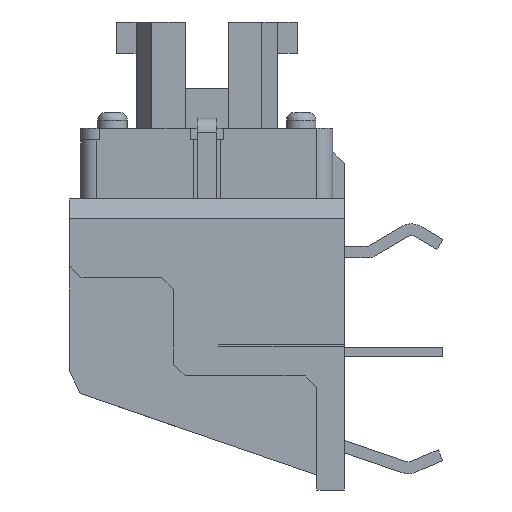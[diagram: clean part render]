
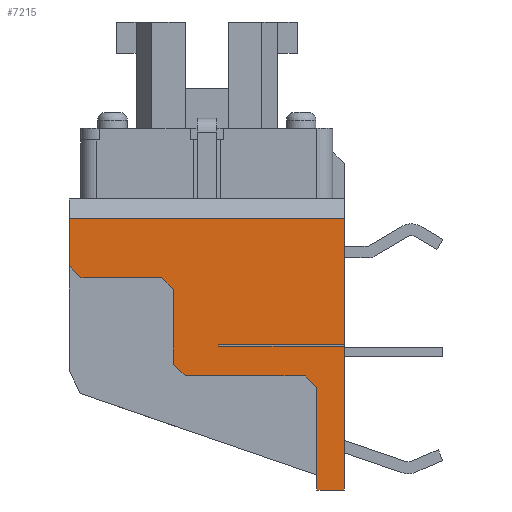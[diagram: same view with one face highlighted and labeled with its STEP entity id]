
A CAD part, left-side view. The second image highlights one B-rep face of the part: STEP entity #7215.
In plain terms, the highlighted planar face has unit normal (-1, 0, 0).
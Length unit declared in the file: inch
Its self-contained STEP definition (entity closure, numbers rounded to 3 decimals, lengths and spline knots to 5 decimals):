
#126=DIRECTION('',(0.,0.,1.));
#127=VECTOR('',#126,0.00197);
#128=CARTESIAN_POINT('',(-0.16339,-0.01181,
-0.08858));
#129=LINE('',#128,#127);
#130=DIRECTION('',(0.,1.,0.));
#131=VECTOR('',#130,0.12598);
#132=CARTESIAN_POINT('',(-0.16339,-0.1378,
-0.08858));
#133=LINE('',#132,#131);
#134=DIRECTION('',(0.,0.,1.));
#135=VECTOR('',#134,0.1437);
#136=CARTESIAN_POINT('',(-0.16339,-0.1378,
-0.23228));
#137=LINE('',#136,#135);
#138=DIRECTION('',(0.,-1.,0.));
#139=VECTOR('',#138,0.02756);
#140=CARTESIAN_POINT('',(-0.16339,-0.11024,
-0.23228));
#141=LINE('',#140,#139);
#142=DIRECTION('',(0.,-0.707,-0.707));
#143=VECTOR('',#142,0.0167);
#144=CARTESIAN_POINT('',(-0.16339,-0.09843,
-0.11811));
#145=LINE('',#144,#143);
#146=DIRECTION('',(0.,-1.,0.));
#147=VECTOR('',#146,0.12008);
#148=CARTESIAN_POINT('',(-0.16339,0.02165,
-0.11811));
#149=LINE('',#148,#147);
#150=DIRECTION('',(0.,-0.707,-0.707));
#151=VECTOR('',#150,0.0167);
#152=CARTESIAN_POINT('',(-0.16339,0.03346,
-0.1063));
#153=LINE('',#152,#151);
#154=DIRECTION('',(0.,0.,-1.));
#155=VECTOR('',#154,0.0748);
#156=CARTESIAN_POINT('',(-0.16339,0.03346,
-0.0315));
#157=LINE('',#156,#155);
#158=DIRECTION('',(0.,-0.707,-0.707));
#159=VECTOR('',#158,0.0167);
#160=CARTESIAN_POINT('',(-0.16339,0.04528,
-0.01969));
#161=LINE('',#160,#159);
#162=DIRECTION('',(0.,-1.,0.));
#163=VECTOR('',#162,0.08071);
#164=CARTESIAN_POINT('',(-0.16339,0.12598,-0.01969));
#165=LINE('',#164,#163);
#166=DIRECTION('',(0.,-0.707,-0.707));
#167=VECTOR('',#166,0.0167);
#168=CARTESIAN_POINT('',(-0.16339,0.1378,
-0.00787));
#169=LINE('',#168,#167);
#170=DIRECTION('',(0.,0.,-1.));
#171=VECTOR('',#170,0.04724);
#172=CARTESIAN_POINT('',(-0.16339,0.1378,
0.03937));
#173=LINE('',#172,#171);
#174=DIRECTION('',(0.,-1.,0.));
#175=VECTOR('',#174,0.27559);
#176=CARTESIAN_POINT('',(-0.16339,0.1378,
0.03937));
#177=LINE('',#176,#175);
#178=DIRECTION('',(0.,0.,1.));
#179=VECTOR('',#178,0.12598);
#180=CARTESIAN_POINT('',(-0.16339,-0.1378,
-0.08661));
#181=LINE('',#180,#179);
#186=DIRECTION('',(0.,1.,0.));
#187=VECTOR('',#186,0.12598);
#188=CARTESIAN_POINT('',(-0.16339,-0.1378,
-0.08661));
#189=LINE('',#188,#187);
#2837=DIRECTION('',(0.,0.,1.));
#2838=VECTOR('',#2837,0.10236);
#2839=CARTESIAN_POINT('',(-0.16339,-0.11024,
-0.23228));
#2840=LINE('',#2839,#2838);
#5697=CARTESIAN_POINT('',(-0.16339,-0.1378,
0.03937));
#5698=VERTEX_POINT('',#5697);
#5701=CARTESIAN_POINT('',(-0.16339,-0.1378,
-0.08661));
#5702=VERTEX_POINT('',#5701);
#6683=CARTESIAN_POINT('',(-0.16339,-0.09843,
-0.11811));
#6685=VERTEX_POINT('',#6683);
#6686=CARTESIAN_POINT('',(-0.16339,0.02165,
-0.11811));
#6687=VERTEX_POINT('',#6686);
#6688=CARTESIAN_POINT('',(-0.16339,0.03346,
-0.1063));
#6689=VERTEX_POINT('',#6688);
#6692=CARTESIAN_POINT('',(-0.16339,0.03346,
-0.0315));
#6693=VERTEX_POINT('',#6692);
#6704=CARTESIAN_POINT('',(-0.16339,0.12598,-0.01969));
#6705=VERTEX_POINT('',#6704);
#6706=CARTESIAN_POINT('',(-0.16339,0.04528,
-0.01969));
#6707=VERTEX_POINT('',#6706);
#6709=CARTESIAN_POINT('',(-0.16339,0.1378,
-0.00787));
#6711=VERTEX_POINT('',#6709);
#6712=CARTESIAN_POINT('',(-0.16339,-0.01181,
-0.08858));
#6713=VERTEX_POINT('',#6712);
#6714=CARTESIAN_POINT('',(-0.16339,0.1378,
0.03937));
#6715=VERTEX_POINT('',#6714);
#6716=CARTESIAN_POINT('',(-0.16339,-0.1378,
-0.08858));
#6717=VERTEX_POINT('',#6716);
#6718=CARTESIAN_POINT('',(-0.16339,-0.1378,
-0.23228));
#6719=VERTEX_POINT('',#6718);
#6774=CARTESIAN_POINT('',(-0.16339,-0.11024,
-0.12992));
#6776=VERTEX_POINT('',#6774);
#6784=CARTESIAN_POINT('',(-0.16339,-0.11024,
-0.23228));
#6785=VERTEX_POINT('',#6784);
#6884=CARTESIAN_POINT('',(-0.16339,-0.01181,
-0.08661));
#6886=VERTEX_POINT('',#6884);
#7178=CARTESIAN_POINT('',(-0.16339,-0.1378,
0.03937));
#7179=DIRECTION('',(1.,0.,0.));
#7180=DIRECTION('',(0.,0.,-1.));
#7181=AXIS2_PLACEMENT_3D('',#7178,#7179,#7180);
#7182=PLANE('',#7181);
#7184=ORIENTED_EDGE('',*,*,#7183,.T.);
#7186=ORIENTED_EDGE('',*,*,#7185,.F.);
#7187=ORIENTED_EDGE('',*,*,#7169,.F.);
#7188=ORIENTED_EDGE('',*,*,#7043,.F.);
#7190=ORIENTED_EDGE('',*,*,#7189,.F.);
#7192=ORIENTED_EDGE('',*,*,#7191,.T.);
#7194=ORIENTED_EDGE('',*,*,#7193,.F.);
#7196=ORIENTED_EDGE('',*,*,#7195,.F.);
#7198=ORIENTED_EDGE('',*,*,#7197,.F.);
#7200=ORIENTED_EDGE('',*,*,#7199,.F.);
#7202=ORIENTED_EDGE('',*,*,#7201,.F.);
#7204=ORIENTED_EDGE('',*,*,#7203,.F.);
#7206=ORIENTED_EDGE('',*,*,#7205,.F.);
#7208=ORIENTED_EDGE('',*,*,#7207,.F.);
#7210=ORIENTED_EDGE('',*,*,#7209,.T.);
#7212=ORIENTED_EDGE('',*,*,#7211,.F.);
#7213=EDGE_LOOP('',(#7184,#7186,#7187,#7188,#7190,#7192,#7194,#7196,#7198,#7200,
#7202,#7204,#7206,#7208,#7210,#7212));
#7214=FACE_OUTER_BOUND('',#7213,.F.);
#7043=EDGE_CURVE('',#6719,#6717,#137,.T.);
#7169=EDGE_CURVE('',#6717,#6713,#133,.T.);
#7183=EDGE_CURVE('',#5702,#6886,#189,.T.);
#7185=EDGE_CURVE('',#6713,#6886,#129,.T.);
#7189=EDGE_CURVE('',#6785,#6719,#141,.T.);
#7191=EDGE_CURVE('',#6785,#6776,#2840,.T.);
#7193=EDGE_CURVE('',#6685,#6776,#145,.T.);
#7195=EDGE_CURVE('',#6687,#6685,#149,.T.);
#7197=EDGE_CURVE('',#6689,#6687,#153,.T.);
#7199=EDGE_CURVE('',#6693,#6689,#157,.T.);
#7201=EDGE_CURVE('',#6707,#6693,#161,.T.);
#7203=EDGE_CURVE('',#6705,#6707,#165,.T.);
#7205=EDGE_CURVE('',#6711,#6705,#169,.T.);
#7207=EDGE_CURVE('',#6715,#6711,#173,.T.);
#7209=EDGE_CURVE('',#6715,#5698,#177,.T.);
#7211=EDGE_CURVE('',#5702,#5698,#181,.T.);
#7215=ADVANCED_FACE('',(#7214),#7182,.F.);
